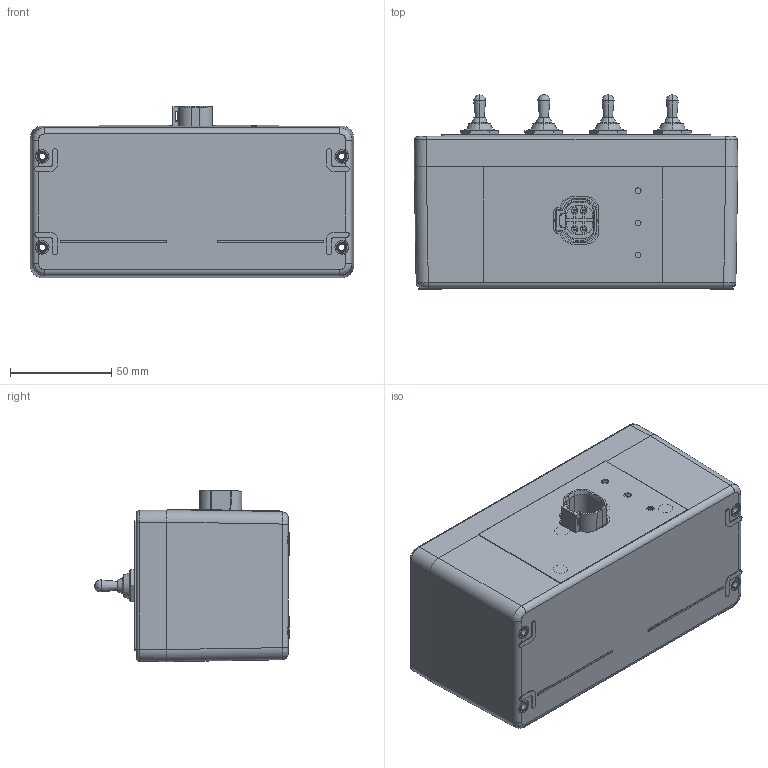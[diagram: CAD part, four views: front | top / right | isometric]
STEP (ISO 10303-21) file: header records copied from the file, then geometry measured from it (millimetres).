
FILE_DESCRIPTION((''),'2;1');
FILE_NAME('D45957_SHRINK','2012-02-28T',('mhart'),(''),'PRO/ENGINEER BY PARAMETRIC TECHNOLOGY CORPORATION, 2011310','PRO/ENGINEER BY PARAMETRIC TECHNOLOGY CORPORATION, 2011310','');
FILE_SCHEMA(('CONFIG_CONTROL_DESIGN'));
Length unit declared in the file: inch
Products named in the file (1): D45957_SHRINK
Bounding box: 160 x 96.15 x 84.74 mm (x, y, z)
Surface area: 77103 mm2 (no closed solid volume)
Topology: 0 solids, 22 shells, 380 faces, 1099 edges, 734 vertices
Faces by surface type: plane 175, cylinder 115, cone 64, bspline 26
Entity records: 13646 total; most frequent: CARTESIAN_POINT 3559, DIRECTION 2177, ORIENTED_EDGE 1905, EDGE_CURVE 1099, AXIS2_PLACEMENT_3D 781, VERTEX_POINT 734, VECTOR 615, LINE 615
